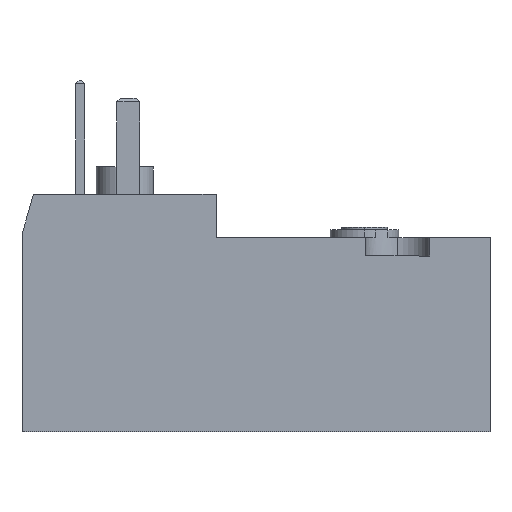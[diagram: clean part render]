
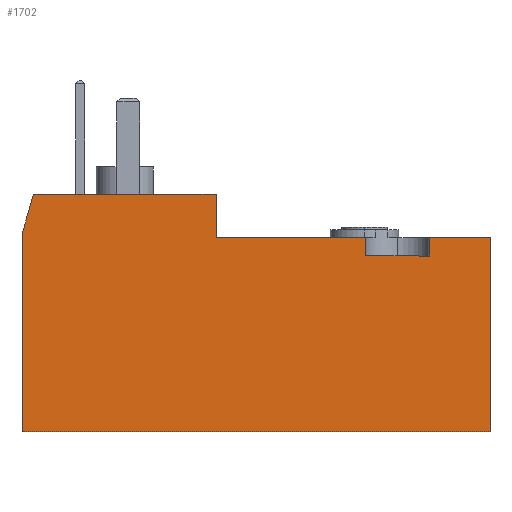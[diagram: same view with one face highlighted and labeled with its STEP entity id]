
A CAD part, left-side view. The second image highlights one B-rep face of the part: STEP entity #1702.
In plain terms, the highlighted planar face has unit normal (-1, 0, 0).
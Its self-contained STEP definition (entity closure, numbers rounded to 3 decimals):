
#6 = DIRECTION ( 'NONE',  ( 0., 0., 1. ) ) ;
#22 = CARTESIAN_POINT ( 'NONE',  ( -7.65, -15.2, 8.5 ) ) ;
#151 = LINE ( 'NONE', #2494, #1602 ) ;
#213 = VERTEX_POINT ( 'NONE', #455 ) ;
#232 = CARTESIAN_POINT ( 'NONE',  ( -7.65, -20.5, -8.5 ) ) ;
#254 = CARTESIAN_POINT ( 'NONE',  ( -7.65, -9.6, 6.9 ) ) ;
#262 = VERTEX_POINT ( 'NONE', #254 ) ;
#286 = VERTEX_POINT ( 'NONE', #435 ) ;
#310 = EDGE_CURVE ( 'NONE', #1843, #2189, #705, .T. ) ;
#352 = CARTESIAN_POINT ( 'NONE',  ( -7.65, -20.5, 8.5 ) ) ;
#379 = LINE ( 'NONE', #916, #1036 ) ;
#426 = EDGE_CURVE ( 'NONE', #2114, #648, #2208, .T. ) ;
#435 = CARTESIAN_POINT ( 'NONE',  ( -7.65, -15.2, 6.9 ) ) ;
#455 = CARTESIAN_POINT ( 'NONE',  ( -7.65, 3.5, 12.3 ) ) ;
#470 = DIRECTION ( 'NONE',  ( 0., 1., 0. ) ) ;
#497 = VERTEX_POINT ( 'NONE', #352 ) ;
#550 = DIRECTION ( 'NONE',  ( 0., 1., 0. ) ) ;
#567 = VECTOR ( 'NONE', #1487, 1000. ) ;
#609 = VERTEX_POINT ( 'NONE', #2048 ) ;
#648 = VERTEX_POINT ( 'NONE', #1684 ) ;
#698 = VECTOR ( 'NONE', #2617, 1000. ) ;
#705 = LINE ( 'NONE', #1345, #732 ) ;
#732 = VECTOR ( 'NONE', #2162, 1000. ) ;
#741 = CARTESIAN_POINT ( 'NONE',  ( -7.65, 19.5, 12.3 ) ) ;
#752 = CARTESIAN_POINT ( 'NONE',  ( -7.65, 20.5, -8.5 ) ) ;
#783 = VECTOR ( 'NONE', #550, 1000. ) ;
#854 = CARTESIAN_POINT ( 'NONE',  ( -7.65, -9.6, 8.5 ) ) ;
#916 = CARTESIAN_POINT ( 'NONE',  ( -7.65, -20.5, 8.5 ) ) ;
#982 = VECTOR ( 'NONE', #470, 1000. ) ;
#1036 = VECTOR ( 'NONE', #1718, 1000. ) ;
#1168 = VECTOR ( 'NONE', #6, 1000. ) ;
#1170 = ORIENTED_EDGE ( 'NONE', *, *, #1561, .T. ) ;
#1209 = LINE ( 'NONE', #1524, #982 ) ;
#1211 = PLANE ( 'NONE',  #2435 ) ;
#1222 = ORIENTED_EDGE ( 'NONE', *, *, #1421, .T. ) ;
#1234 = DIRECTION ( 'NONE',  ( 0., 0., 1. ) ) ;
#1262 = DIRECTION ( 'NONE',  ( 0., 0., 1. ) ) ;
#1302 = EDGE_CURVE ( 'NONE', #213, #2114, #1209, .T. ) ;
#1345 = CARTESIAN_POINT ( 'NONE',  ( -7.65, -20.5, -8.5 ) ) ;
#1398 = VECTOR ( 'NONE', #1586, 1000. ) ;
#1400 = CARTESIAN_POINT ( 'NONE',  ( -7.65, -20.5, 6.9 ) ) ;
#1421 = EDGE_CURVE ( 'NONE', #497, #1825, #2299, .T. ) ;
#1447 = DIRECTION ( 'NONE',  ( -1., 0., 0. ) ) ;
#1476 = CARTESIAN_POINT ( 'NONE',  ( -7.65, -15.2, 8.5 ) ) ;
#1487 = DIRECTION ( 'NONE',  ( 0., 0., -1. ) ) ;
#1501 = ORIENTED_EDGE ( 'NONE', *, *, #310, .T. ) ;
#1510 = CARTESIAN_POINT ( 'NONE',  ( -7.65, 20.5, -8.5 ) ) ;
#1515 = VECTOR ( 'NONE', #1262, 1000. ) ;
#1524 = CARTESIAN_POINT ( 'NONE',  ( -7.65, -20.5, 12.3 ) ) ;
#1561 = EDGE_CURVE ( 'NONE', #286, #262, #1741, .T. ) ;
#1574 = LINE ( 'NONE', #752, #1398 ) ;
#1586 = DIRECTION ( 'NONE',  ( 0., 0., -1. ) ) ;
#1602 = VECTOR ( 'NONE', #1234, 1000. ) ;
#1684 = CARTESIAN_POINT ( 'NONE',  ( -7.65, 20.5, 8.8 ) ) ;
#1698 = ORIENTED_EDGE ( 'NONE', *, *, #426, .T. ) ;
#1702 = ADVANCED_FACE ( 'NONE', ( #2489 ), #1211, .T. ) ;
#1718 = DIRECTION ( 'NONE',  ( 0., 1., 0. ) ) ;
#1741 = LINE ( 'NONE', #1400, #783 ) ;
#1745 = EDGE_CURVE ( 'NONE', #262, #609, #2227, .T. ) ;
#1814 = VECTOR ( 'NONE', #2429, 1000. ) ;
#1825 = VERTEX_POINT ( 'NONE', #1476 ) ;
#1843 = VERTEX_POINT ( 'NONE', #1510 ) ;
#1846 = CARTESIAN_POINT ( 'NONE',  ( -7.65, -20.5, -8.5 ) ) ;
#1859 = EDGE_CURVE ( 'NONE', #1825, #286, #2594, .T. ) ;
#1887 = LINE ( 'NONE', #232, #1168 ) ;
#1958 = ORIENTED_EDGE ( 'NONE', *, *, #1302, .T. ) ;
#2040 = EDGE_CURVE ( 'NONE', #648, #1843, #1574, .T. ) ;
#2048 = CARTESIAN_POINT ( 'NONE',  ( -7.65, -9.6, 8.5 ) ) ;
#2060 = DIRECTION ( 'NONE',  ( 0., 0., 1. ) ) ;
#2114 = VERTEX_POINT ( 'NONE', #2437 ) ;
#2162 = DIRECTION ( 'NONE',  ( 0., -1., 0. ) ) ;
#2172 = CARTESIAN_POINT ( 'NONE',  ( -7.65, -20.5, 8.5 ) ) ;
#2178 = EDGE_LOOP ( 'NONE', ( #1170, #2543, #2185, #2439, #1958, #1698, #2366, #1501, #2623, #1222, #2641 ) ) ;
#2185 = ORIENTED_EDGE ( 'NONE', *, *, #2260, .T. ) ;
#2189 = VERTEX_POINT ( 'NONE', #2555 ) ;
#2208 = LINE ( 'NONE', #741, #1814 ) ;
#2227 = LINE ( 'NONE', #854, #1515 ) ;
#2260 = EDGE_CURVE ( 'NONE', #609, #2591, #379, .T. ) ;
#2299 = LINE ( 'NONE', #2172, #698 ) ;
#2366 = ORIENTED_EDGE ( 'NONE', *, *, #2040, .T. ) ;
#2429 = DIRECTION ( 'NONE',  ( 0., 0.275, -0.962 ) ) ;
#2435 = AXIS2_PLACEMENT_3D ( 'NONE', #1846, #1447, #2060 ) ;
#2437 = CARTESIAN_POINT ( 'NONE',  ( -7.65, 19.5, 12.3 ) ) ;
#2439 = ORIENTED_EDGE ( 'NONE', *, *, #2550, .T. ) ;
#2460 = EDGE_CURVE ( 'NONE', #2189, #497, #1887, .T. ) ;
#2489 = FACE_OUTER_BOUND ( 'NONE', #2178, .T. ) ;
#2494 = CARTESIAN_POINT ( 'NONE',  ( -7.65, 3.5, -8.5 ) ) ;
#2535 = CARTESIAN_POINT ( 'NONE',  ( -7.65, 3.5, 8.5 ) ) ;
#2543 = ORIENTED_EDGE ( 'NONE', *, *, #1745, .T. ) ;
#2550 = EDGE_CURVE ( 'NONE', #2591, #213, #151, .T. ) ;
#2555 = CARTESIAN_POINT ( 'NONE',  ( -7.65, -20.5, -8.5 ) ) ;
#2591 = VERTEX_POINT ( 'NONE', #2535 ) ;
#2594 = LINE ( 'NONE', #22, #567 ) ;
#2617 = DIRECTION ( 'NONE',  ( 0., 1., 0. ) ) ;
#2623 = ORIENTED_EDGE ( 'NONE', *, *, #2460, .T. ) ;
#2641 = ORIENTED_EDGE ( 'NONE', *, *, #1859, .T. ) ;
